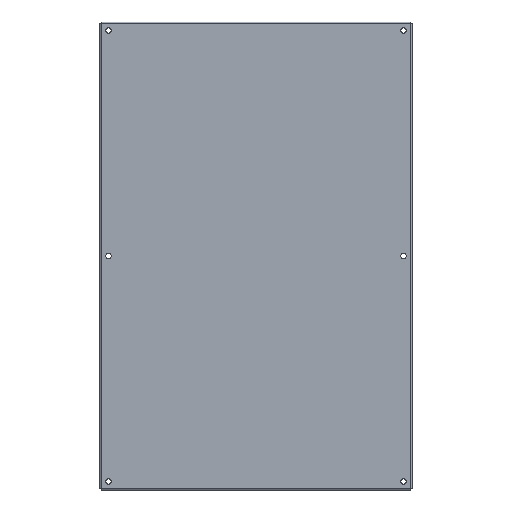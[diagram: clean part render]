
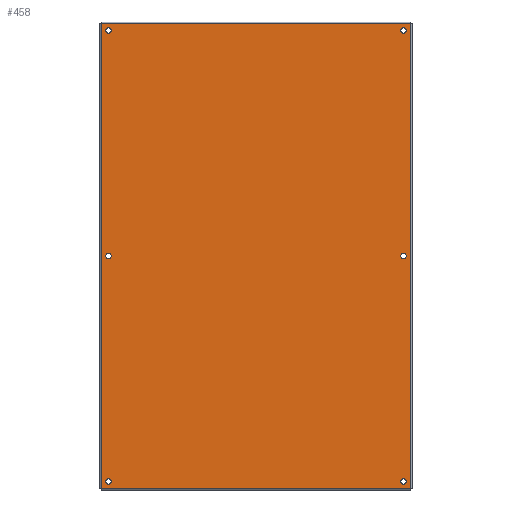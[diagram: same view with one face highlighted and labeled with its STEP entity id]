
A CAD part, front view. The second image highlights one B-rep face of the part: STEP entity #458.
In plain terms, the highlighted planar face has unit normal (0, -1, 0).
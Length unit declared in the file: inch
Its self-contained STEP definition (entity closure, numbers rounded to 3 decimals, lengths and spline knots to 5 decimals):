
#1 = CARTESIAN_POINT ( 'NONE',  ( 15.125, 0., 0.28125 ) ) ;
#13 = CARTESIAN_POINT ( 'NONE',  ( -15.125, 0., -0.28125 ) ) ;
#18 = CARTESIAN_POINT ( 'NONE',  ( -15.125, 0., 0. ) ) ;
#24 = CIRCLE ( 'NONE', #135, 0.28125 ) ;
#26 = CARTESIAN_POINT ( 'NONE',  ( -15.125, 0., 0. ) ) ;
#56 = EDGE_CURVE ( 'NONE', #361, #1058, #1092, .T. ) ;
#67 = DIRECTION ( 'NONE',  ( 0., -1., 0. ) ) ;
#91 = CARTESIAN_POINT ( 'NONE',  ( -15.857, 0., -23.857 ) ) ;
#106 = DIRECTION ( 'NONE',  ( 0., 0., 1. ) ) ;
#107 = AXIS2_PLACEMENT_3D ( 'NONE', #797, #67, #494 ) ;
#119 = EDGE_LOOP ( 'NONE', ( #832, #251 ) ) ;
#134 = VERTEX_POINT ( 'NONE', #826 ) ;
#135 = AXIS2_PLACEMENT_3D ( 'NONE', #870, #571, #577 ) ;
#144 = DIRECTION ( 'NONE',  ( 0., -1., 0. ) ) ;
#145 = VECTOR ( 'NONE', #682, 39.37008 ) ;
#160 = VECTOR ( 'NONE', #602, 39.37008 ) ;
#162 = EDGE_LOOP ( 'NONE', ( #1253, #506 ) ) ;
#166 = EDGE_LOOP ( 'NONE', ( #242, #565, #562, #1240 ) ) ;
#168 = VERTEX_POINT ( 'NONE', #1 ) ;
#176 = CIRCLE ( 'NONE', #339, 0.28125 ) ;
#179 = DIRECTION ( 'NONE',  ( 0., 1., 0. ) ) ;
#183 = ORIENTED_EDGE ( 'NONE', *, *, #1325, .F. ) ;
#188 = EDGE_CURVE ( 'NONE', #500, #168, #774, .T. ) ;
#189 = CIRCLE ( 'NONE', #559, 0.28125 ) ;
#236 = CARTESIAN_POINT ( 'NONE',  ( 15.125, 0., 23.40625 ) ) ;
#242 = ORIENTED_EDGE ( 'NONE', *, *, #56, .F. ) ;
#251 = ORIENTED_EDGE ( 'NONE', *, *, #793, .F. ) ;
#260 = FACE_BOUND ( 'NONE', #861, .T. ) ;
#265 = VECTOR ( 'NONE', #429, 39.37008 ) ;
#276 = AXIS2_PLACEMENT_3D ( 'NONE', #802, #179, #684 ) ;
#301 = DIRECTION ( 'NONE',  ( 0., 0., 1. ) ) ;
#310 = DIRECTION ( 'NONE',  ( 0., -1., 0. ) ) ;
#318 = CARTESIAN_POINT ( 'NONE',  ( 15.125, 0., 22.84375 ) ) ;
#319 = CIRCLE ( 'NONE', #794, 0.28125 ) ;
#335 = FACE_OUTER_BOUND ( 'NONE', #166, .T. ) ;
#336 = EDGE_CURVE ( 'NONE', #168, #500, #1210, .T. ) ;
#339 = AXIS2_PLACEMENT_3D ( 'NONE', #353, #678, #1082 ) ;
#342 = EDGE_LOOP ( 'NONE', ( #837, #828 ) ) ;
#348 = LINE ( 'NONE', #1188, #145 ) ;
#350 = CARTESIAN_POINT ( 'NONE',  ( 15.125, 0., 23.125 ) ) ;
#353 = CARTESIAN_POINT ( 'NONE',  ( 15.125, 0., 23.125 ) ) ;
#361 = VERTEX_POINT ( 'NONE', #1271 ) ;
#362 = EDGE_CURVE ( 'NONE', #650, #134, #788, .T. ) ;
#376 = EDGE_CURVE ( 'NONE', #980, #589, #348, .T. ) ;
#380 = EDGE_CURVE ( 'NONE', #1006, #936, #490, .T. ) ;
#381 = AXIS2_PLACEMENT_3D ( 'NONE', #1202, #583, #1295 ) ;
#385 = VERTEX_POINT ( 'NONE', #236 ) ;
#398 = DIRECTION ( 'NONE',  ( 0., 0., 1. ) ) ;
#400 = CARTESIAN_POINT ( 'NONE',  ( -15.857, 0., 23.857 ) ) ;
#408 = ORIENTED_EDGE ( 'NONE', *, *, #380, .F. ) ;
#421 = DIRECTION ( 'NONE',  ( 0., -1., 0. ) ) ;
#424 = EDGE_LOOP ( 'NONE', ( #1277, #643 ) ) ;
#429 = DIRECTION ( 'NONE',  ( 0., 0., -1. ) ) ;
#449 = EDGE_CURVE ( 'NONE', #936, #1006, #535, .T. ) ;
#458 = ADVANCED_FACE ( 'NONE', ( #335, #1146, #1279, #894, #637, #598, #260 ), #696, .F. ) ;
#460 = ORIENTED_EDGE ( 'NONE', *, *, #1033, .F. ) ;
#470 = CIRCLE ( 'NONE', #886, 0.28125 ) ;
#475 = VERTEX_POINT ( 'NONE', #1104 ) ;
#485 = VECTOR ( 'NONE', #1260, 39.37008 ) ;
#490 = CIRCLE ( 'NONE', #107, 0.28125 ) ;
#494 = DIRECTION ( 'NONE',  ( 0., 0., 1. ) ) ;
#496 = CIRCLE ( 'NONE', #574, 0.28125 ) ;
#500 = VERTEX_POINT ( 'NONE', #523 ) ;
#505 = EDGE_CURVE ( 'NONE', #702, #933, #319, .T. ) ;
#506 = ORIENTED_EDGE ( 'NONE', *, *, #362, .F. ) ;
#523 = CARTESIAN_POINT ( 'NONE',  ( 15.125, 0., -0.28125 ) ) ;
#529 = CARTESIAN_POINT ( 'NONE',  ( 15.125, 0., -22.84375 ) ) ;
#535 = CIRCLE ( 'NONE', #737, 0.28125 ) ;
#538 = DIRECTION ( 'NONE',  ( 0., 0., 1. ) ) ;
#541 = CARTESIAN_POINT ( 'NONE',  ( 15.125, 0., 0. ) ) ;
#559 = AXIS2_PLACEMENT_3D ( 'NONE', #1344, #731, #106 ) ;
#562 = ORIENTED_EDGE ( 'NONE', *, *, #376, .F. ) ;
#565 = ORIENTED_EDGE ( 'NONE', *, *, #1080, .F. ) ;
#571 = DIRECTION ( 'NONE',  ( 0., -1., 0. ) ) ;
#574 = AXIS2_PLACEMENT_3D ( 'NONE', #18, #830, #840 ) ;
#575 = DIRECTION ( 'NONE',  ( 0., 0., 1. ) ) ;
#577 = DIRECTION ( 'NONE',  ( 0., 0., 1. ) ) ;
#581 = LINE ( 'NONE', #1151, #265 ) ;
#583 = DIRECTION ( 'NONE',  ( 0., -1., 0. ) ) ;
#589 = VERTEX_POINT ( 'NONE', #605 ) ;
#598 = FACE_BOUND ( 'NONE', #162, .T. ) ;
#602 = DIRECTION ( 'NONE',  ( -1., 0., 0. ) ) ;
#605 = CARTESIAN_POINT ( 'NONE',  ( 15.857, 0., 23.857 ) ) ;
#624 = AXIS2_PLACEMENT_3D ( 'NONE', #726, #1245, #301 ) ;
#637 = FACE_BOUND ( 'NONE', #342, .T. ) ;
#642 = CARTESIAN_POINT ( 'NONE',  ( -15.857, 0., -23.857 ) ) ;
#643 = ORIENTED_EDGE ( 'NONE', *, *, #188, .F. ) ;
#650 = VERTEX_POINT ( 'NONE', #13 ) ;
#659 = DIRECTION ( 'NONE',  ( 0., -1., 0. ) ) ;
#678 = DIRECTION ( 'NONE',  ( 0., -1., 0. ) ) ;
#682 = DIRECTION ( 'NONE',  ( 1., 0., 0. ) ) ;
#684 = DIRECTION ( 'NONE',  ( 0., 0., 1. ) ) ;
#687 = AXIS2_PLACEMENT_3D ( 'NONE', #26, #659, #575 ) ;
#696 = PLANE ( 'NONE',  #276 ) ;
#702 = VERTEX_POINT ( 'NONE', #1046 ) ;
#704 = EDGE_CURVE ( 'NONE', #134, #650, #496, .T. ) ;
#706 = EDGE_LOOP ( 'NONE', ( #183, #460 ) ) ;
#711 = VERTEX_POINT ( 'NONE', #318 ) ;
#719 = CARTESIAN_POINT ( 'NONE',  ( -15.125, 0., -22.84375 ) ) ;
#726 = CARTESIAN_POINT ( 'NONE',  ( 15.125, 0., -23.125 ) ) ;
#731 = DIRECTION ( 'NONE',  ( 0., -1., 0. ) ) ;
#737 = AXIS2_PLACEMENT_3D ( 'NONE', #1107, #998, #1309 ) ;
#774 = CIRCLE ( 'NONE', #984, 0.28125 ) ;
#788 = CIRCLE ( 'NONE', #687, 0.28125 ) ;
#793 = EDGE_CURVE ( 'NONE', #711, #385, #470, .T. ) ;
#794 = AXIS2_PLACEMENT_3D ( 'NONE', #1115, #421, #398 ) ;
#797 = CARTESIAN_POINT ( 'NONE',  ( -15.125, 0., -23.125 ) ) ;
#802 = CARTESIAN_POINT ( 'NONE',  ( -15.857, 0., 23.857 ) ) ;
#803 = CARTESIAN_POINT ( 'NONE',  ( -15.125, 0., -23.40625 ) ) ;
#826 = CARTESIAN_POINT ( 'NONE',  ( -15.125, 0., 0.28125 ) ) ;
#828 = ORIENTED_EDGE ( 'NONE', *, *, #505, .F. ) ;
#830 = DIRECTION ( 'NONE',  ( 0., -1., 0. ) ) ;
#832 = ORIENTED_EDGE ( 'NONE', *, *, #842, .F. ) ;
#837 = ORIENTED_EDGE ( 'NONE', *, *, #1010, .F. ) ;
#840 = DIRECTION ( 'NONE',  ( 0., 0., 1. ) ) ;
#842 = EDGE_CURVE ( 'NONE', #385, #711, #176, .T. ) ;
#856 = DIRECTION ( 'NONE',  ( 0., 0., 1. ) ) ;
#861 = EDGE_LOOP ( 'NONE', ( #961, #408 ) ) ;
#870 = CARTESIAN_POINT ( 'NONE',  ( 15.125, 0., -23.125 ) ) ;
#886 = AXIS2_PLACEMENT_3D ( 'NONE', #350, #144, #856 ) ;
#894 = FACE_BOUND ( 'NONE', #119, .T. ) ;
#933 = VERTEX_POINT ( 'NONE', #1025 ) ;
#936 = VERTEX_POINT ( 'NONE', #719 ) ;
#961 = ORIENTED_EDGE ( 'NONE', *, *, #449, .F. ) ;
#980 = VERTEX_POINT ( 'NONE', #400 ) ;
#984 = AXIS2_PLACEMENT_3D ( 'NONE', #541, #310, #538 ) ;
#998 = DIRECTION ( 'NONE',  ( 0., -1., 0. ) ) ;
#1006 = VERTEX_POINT ( 'NONE', #803 ) ;
#1010 = EDGE_CURVE ( 'NONE', #933, #702, #189, .T. ) ;
#1025 = CARTESIAN_POINT ( 'NONE',  ( -15.125, 0., 23.40625 ) ) ;
#1033 = EDGE_CURVE ( 'NONE', #475, #1067, #1059, .T. ) ;
#1046 = CARTESIAN_POINT ( 'NONE',  ( -15.125, 0., 22.84375 ) ) ;
#1058 = VERTEX_POINT ( 'NONE', #642 ) ;
#1059 = CIRCLE ( 'NONE', #624, 0.28125 ) ;
#1060 = CARTESIAN_POINT ( 'NONE',  ( -15.857, 0., 23.857 ) ) ;
#1067 = VERTEX_POINT ( 'NONE', #529 ) ;
#1080 = EDGE_CURVE ( 'NONE', #589, #361, #581, .T. ) ;
#1082 = DIRECTION ( 'NONE',  ( 0., 0., 1. ) ) ;
#1092 = LINE ( 'NONE', #91, #160 ) ;
#1104 = CARTESIAN_POINT ( 'NONE',  ( 15.125, 0., -23.40625 ) ) ;
#1107 = CARTESIAN_POINT ( 'NONE',  ( -15.125, 0., -23.125 ) ) ;
#1115 = CARTESIAN_POINT ( 'NONE',  ( -15.125, 0., 23.125 ) ) ;
#1146 = FACE_BOUND ( 'NONE', #706, .T. ) ;
#1151 = CARTESIAN_POINT ( 'NONE',  ( 15.857, 0., 23.857 ) ) ;
#1188 = CARTESIAN_POINT ( 'NONE',  ( -15.857, 0., 23.857 ) ) ;
#1202 = CARTESIAN_POINT ( 'NONE',  ( 15.125, 0., 0. ) ) ;
#1210 = CIRCLE ( 'NONE', #381, 0.28125 ) ;
#1217 = EDGE_CURVE ( 'NONE', #1058, #980, #1220, .T. ) ;
#1220 = LINE ( 'NONE', #1060, #485 ) ;
#1240 = ORIENTED_EDGE ( 'NONE', *, *, #1217, .F. ) ;
#1245 = DIRECTION ( 'NONE',  ( 0., -1., 0. ) ) ;
#1253 = ORIENTED_EDGE ( 'NONE', *, *, #704, .F. ) ;
#1260 = DIRECTION ( 'NONE',  ( 0., 0., 1. ) ) ;
#1271 = CARTESIAN_POINT ( 'NONE',  ( 15.857, 0., -23.857 ) ) ;
#1277 = ORIENTED_EDGE ( 'NONE', *, *, #336, .F. ) ;
#1279 = FACE_BOUND ( 'NONE', #424, .T. ) ;
#1295 = DIRECTION ( 'NONE',  ( 0., 0., 1. ) ) ;
#1309 = DIRECTION ( 'NONE',  ( 0., 0., 1. ) ) ;
#1325 = EDGE_CURVE ( 'NONE', #1067, #475, #24, .T. ) ;
#1344 = CARTESIAN_POINT ( 'NONE',  ( -15.125, 0., 23.125 ) ) ;
